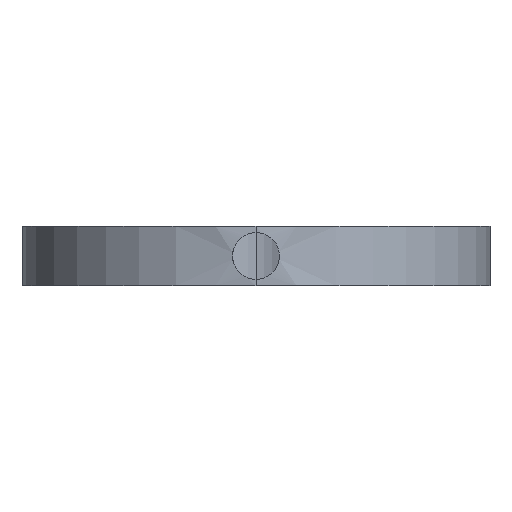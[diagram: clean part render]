
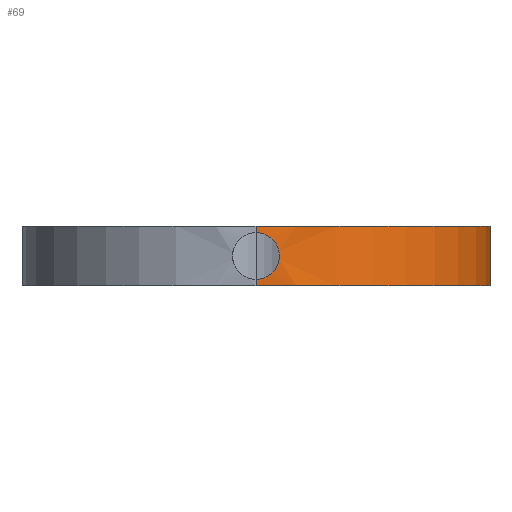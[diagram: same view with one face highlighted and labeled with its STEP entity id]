
A CAD part, left-side view. The second image highlights one B-rep face of the part: STEP entity #69.
In plain terms, the highlighted cylindrical face has radius 25 mm (diameter 50 mm), a partial arc.
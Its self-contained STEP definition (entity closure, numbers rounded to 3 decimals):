
#5 = DIRECTION ( 'NONE',  ( 0., 0., 1. ) ) ;
#8 = DIRECTION ( 'NONE',  ( 0., 0., 1. ) ) ;
#34 = ORIENTED_EDGE ( 'NONE', *, *, #1057, .T. ) ;
#37 = CARTESIAN_POINT ( 'NONE',  ( -24.969, -1.252, 2.17 ) ) ;
#69 = ADVANCED_FACE ( 'NONE', ( #474 ), #1115, .T. ) ;
#75 = CARTESIAN_POINT ( 'NONE',  ( -24.906, -2.171, -1.251 ) ) ;
#86 = CARTESIAN_POINT ( 'NONE',  ( -24.899, -2.246, 1.11 ) ) ;
#112 = DIRECTION ( 'NONE',  ( 0., 0., -1. ) ) ;
#137 = EDGE_CURVE ( 'NONE', #1120, #1007, #658, .T. ) ;
#153 = AXIS2_PLACEMENT_3D ( 'NONE', #597, #8, #503 ) ;
#186 = EDGE_CURVE ( 'NONE', #671, #255, #246, .T. ) ;
#210 = CARTESIAN_POINT ( 'NONE',  ( -24.993, -0.659, -2.433 ) ) ;
#230 = DIRECTION ( 'NONE',  ( 0., 0., -1. ) ) ;
#246 = B_SPLINE_CURVE_WITH_KNOTS ( 'NONE', 3,
 ( #1108, #863, #999, #994, #753, #377, #37, #1385, #1155, #663, #1032, #538, #86, #1162, #683, #922, #431, #548, #808, #794, #927, #689, #75, #440, #1273, #316, #555, #1390, #1279, #210, #323, #1478 ),
 .UNSPECIFIED., .F., .F.,
 ( 4, 2, 2, 2, 2, 2, 2, 2, 2, 2, 2, 2, 2, 2, 2, 4 ),
 ( 0.008, 0.008, 0.009, 0.009, 0.01, 0.01, 0.011, 0.011, 0.012, 0.012, 0.013, 0.013, 0.014, 0.014, 0.015, 0.016 ),
 .UNSPECIFIED. ) ;
#255 = VERTEX_POINT ( 'NONE', #462 ) ;
#263 = VECTOR ( 'NONE', #5, 1000. ) ;
#265 = EDGE_CURVE ( 'NONE', #255, #1400, #557, .T. ) ;
#282 = AXIS2_PLACEMENT_3D ( 'NONE', #1033, #230, #1151 ) ;
#287 = EDGE_LOOP ( 'NONE', ( #414, #34, #500, #932, #1041, #840 ) ) ;
#316 = CARTESIAN_POINT ( 'NONE',  ( -24.946, -1.654, -1.882 ) ) ;
#323 = CARTESIAN_POINT ( 'NONE',  ( -25., -0.331, -2.5 ) ) ;
#351 = EDGE_CURVE ( 'NONE', #1348, #1007, #1395, .T. ) ;
#377 = CARTESIAN_POINT ( 'NONE',  ( -24.976, -1.107, 2.248 ) ) ;
#408 = CIRCLE ( 'NONE', #153, 25. ) ;
#414 = ORIENTED_EDGE ( 'NONE', *, *, #137, .F. ) ;
#431 = CARTESIAN_POINT ( 'NONE',  ( -24.875, -2.5, 0.167 ) ) ;
#440 = CARTESIAN_POINT ( 'NONE',  ( -24.921, -1.99, -1.523 ) ) ;
#462 = CARTESIAN_POINT ( 'NONE',  ( -25., 0., -2.5 ) ) ;
#467 = CARTESIAN_POINT ( 'NONE',  ( 12.424, -21.694, -3.2 ) ) ;
#474 = FACE_OUTER_BOUND ( 'NONE', #287, .T. ) ;
#496 = DIRECTION ( 'NONE',  ( 1., 0., 0. ) ) ;
#500 = ORIENTED_EDGE ( 'NONE', *, *, #186, .T. ) ;
#503 = DIRECTION ( 'NONE',  ( 1., 0., 0. ) ) ;
#538 = CARTESIAN_POINT ( 'NONE',  ( -24.906, -2.169, 1.254 ) ) ;
#548 = CARTESIAN_POINT ( 'NONE',  ( -24.875, -2.5, -0.163 ) ) ;
#555 = CARTESIAN_POINT ( 'NONE',  ( -24.954, -1.528, -1.985 ) ) ;
#557 = LINE ( 'NONE', #1187, #1183 ) ;
#597 = CARTESIAN_POINT ( 'NONE',  ( 0., 0., -3.2 ) ) ;
#658 = CIRCLE ( 'NONE', #931, 25. ) ;
#663 = CARTESIAN_POINT ( 'NONE',  ( -24.929, -1.882, 1.654 ) ) ;
#671 = VERTEX_POINT ( 'NONE', #1139 ) ;
#683 = CARTESIAN_POINT ( 'NONE',  ( -24.883, -2.42, 0.649 ) ) ;
#689 = CARTESIAN_POINT ( 'NONE',  ( -24.899, -2.247, -1.107 ) ) ;
#734 = CARTESIAN_POINT ( 'NONE',  ( 12.424, -21.694, 3.2 ) ) ;
#737 = CARTESIAN_POINT ( 'NONE',  ( 0., 0., 3.2 ) ) ;
#753 = CARTESIAN_POINT ( 'NONE',  ( -24.987, -0.806, 2.372 ) ) ;
#794 = CARTESIAN_POINT ( 'NONE',  ( -24.883, -2.421, -0.646 ) ) ;
#808 = CARTESIAN_POINT ( 'NONE',  ( -24.876, -2.484, -0.326 ) ) ;
#840 = ORIENTED_EDGE ( 'NONE', *, *, #351, .T. ) ;
#863 = CARTESIAN_POINT ( 'NONE',  ( -25., -0.163, 2.5 ) ) ;
#865 = CARTESIAN_POINT ( 'NONE',  ( -25., 0., 3.2 ) ) ;
#905 = LINE ( 'NONE', #972, #1518 ) ;
#922 = CARTESIAN_POINT ( 'NONE',  ( -24.876, -2.484, 0.329 ) ) ;
#927 = CARTESIAN_POINT ( 'NONE',  ( -24.887, -2.373, -0.804 ) ) ;
#931 = AXIS2_PLACEMENT_3D ( 'NONE', #737, #1454, #496 ) ;
#932 = ORIENTED_EDGE ( 'NONE', *, *, #265, .T. ) ;
#968 = CARTESIAN_POINT ( 'NONE',  ( 12.424, -21.694, 3.2 ) ) ;
#972 = CARTESIAN_POINT ( 'NONE',  ( -25., 0., 3.2 ) ) ;
#984 = DIRECTION ( 'NONE',  ( 0., 0., -1. ) ) ;
#994 = CARTESIAN_POINT ( 'NONE',  ( -24.992, -0.648, 2.42 ) ) ;
#999 = CARTESIAN_POINT ( 'NONE',  ( -24.998, -0.325, 2.484 ) ) ;
#1007 = VERTEX_POINT ( 'NONE', #968 ) ;
#1032 = CARTESIAN_POINT ( 'NONE',  ( -24.921, -1.987, 1.525 ) ) ;
#1033 = CARTESIAN_POINT ( 'NONE',  ( 0., 0., 3.2 ) ) ;
#1041 = ORIENTED_EDGE ( 'NONE', *, *, #1092, .T. ) ;
#1057 = EDGE_CURVE ( 'NONE', #1120, #671, #905, .T. ) ;
#1092 = EDGE_CURVE ( 'NONE', #1400, #1348, #408, .T. ) ;
#1108 = CARTESIAN_POINT ( 'NONE',  ( -25., 0., 2.5 ) ) ;
#1115 = CYLINDRICAL_SURFACE ( 'NONE', #282, 25. ) ;
#1120 = VERTEX_POINT ( 'NONE', #865 ) ;
#1139 = CARTESIAN_POINT ( 'NONE',  ( -25., 0., 2.5 ) ) ;
#1151 = DIRECTION ( 'NONE',  ( -1., 0., 0. ) ) ;
#1155 = CARTESIAN_POINT ( 'NONE',  ( -24.946, -1.651, 1.884 ) ) ;
#1162 = CARTESIAN_POINT ( 'NONE',  ( -24.887, -2.372, 0.808 ) ) ;
#1183 = VECTOR ( 'NONE', #112, 1000. ) ;
#1187 = CARTESIAN_POINT ( 'NONE',  ( -25., 0., 3.2 ) ) ;
#1198 = CARTESIAN_POINT ( 'NONE',  ( -25., 0., -3.2 ) ) ;
#1273 = CARTESIAN_POINT ( 'NONE',  ( -24.929, -1.884, -1.651 ) ) ;
#1279 = CARTESIAN_POINT ( 'NONE',  ( -24.976, -1.11, -2.246 ) ) ;
#1348 = VERTEX_POINT ( 'NONE', #467 ) ;
#1385 = CARTESIAN_POINT ( 'NONE',  ( -24.954, -1.525, 1.987 ) ) ;
#1390 = CARTESIAN_POINT ( 'NONE',  ( -24.969, -1.255, -2.168 ) ) ;
#1395 = LINE ( 'NONE', #734, #263 ) ;
#1400 = VERTEX_POINT ( 'NONE', #1198 ) ;
#1454 = DIRECTION ( 'NONE',  ( 0., 0., 1. ) ) ;
#1478 = CARTESIAN_POINT ( 'NONE',  ( -25., 0., -2.5 ) ) ;
#1518 = VECTOR ( 'NONE', #984, 1000. ) ;
